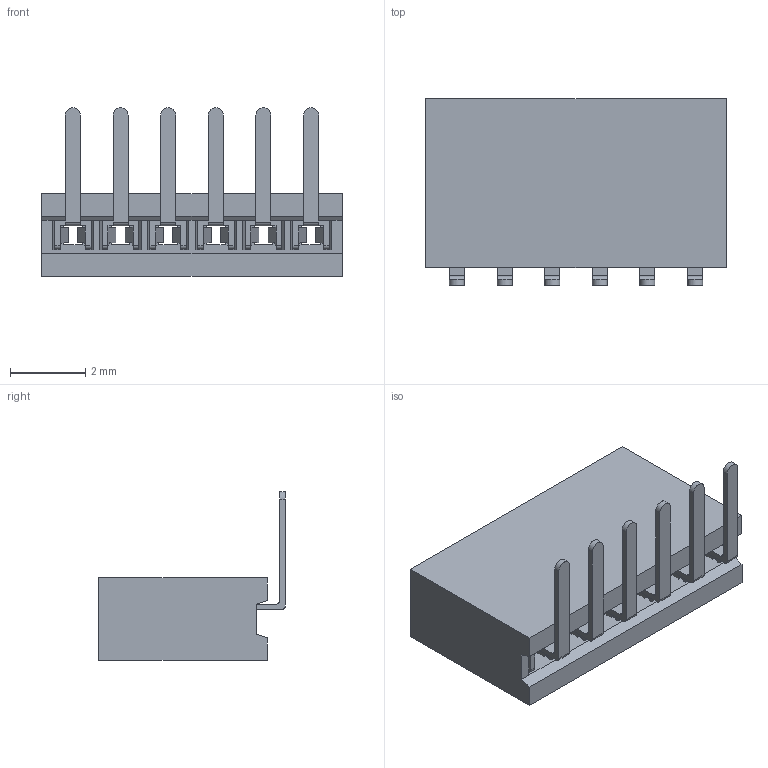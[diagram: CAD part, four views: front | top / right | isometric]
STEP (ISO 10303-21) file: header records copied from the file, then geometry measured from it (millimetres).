
FILE_DESCRIPTION (( 'STEP AP203' ), '1' );
FILE_NAME ('_ _ _B061NGCN-RC.STEP', '2016-07-06T07:33:02', ( 'LUANN HERRING' ), ( 'SULLINS' ), 'SwSTEP 2.0', 'SolidWorks 2015', '' );
FILE_SCHEMA (( 'CONFIG_CONTROL_DESIGN' ));
Length unit declared in the file: millimetre
Products named in the file (2): _ _ _B061NGCN-RC
Bounding box: 8.02 x 4.97 x 4.5 mm (x, y, z)
Volume: 65.2 mm3; surface area: 342.3 mm2
Topology: 8 solids, 8 shells, 579 faces, 1595 edges, 1032 vertices
Faces by surface type: plane 446, cylinder 133
Entity records: 18300 total; most frequent: CARTESIAN_POINT 3292, ORIENTED_EDGE 3190, DIRECTION 2967, EDGE_CURVE 1595, VECTOR 1329, LINE 1329, VERTEX_POINT 1032, AXIS2_PLACEMENT_3D 819
